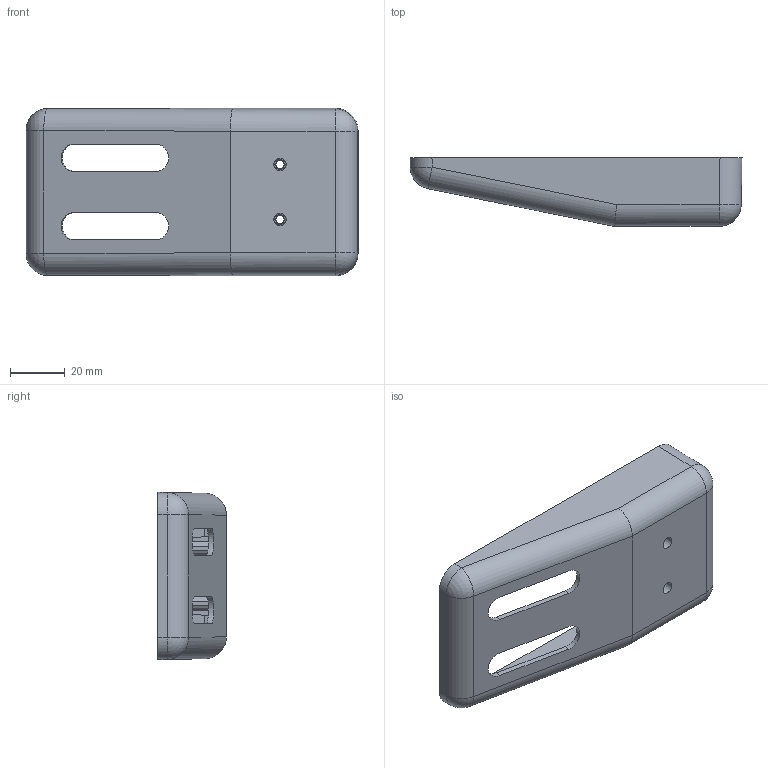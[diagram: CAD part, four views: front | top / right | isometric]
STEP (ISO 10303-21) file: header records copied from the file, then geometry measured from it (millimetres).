
FILE_DESCRIPTION (( 'STEP AP214' ), '1' );
FILE_NAME ('plastic enclosue.STEP', '2026-02-02T05:37:13', ( '' ), ( '' ), 'SwSTEP 2.0', 'SolidWorks 2023', '' );
FILE_SCHEMA (( 'AUTOMOTIVE_DESIGN' ));
Length unit declared in the file: millimetre
Products named in the file (1): plastic enclosue
Bounding box: 120.87 x 25 x 60.87 mm (x, y, z)
Volume: 23520.3 mm3; surface area: 25347.1 mm2
Topology: 1 solids, 1 shells, 113 faces, 288 edges, 184 vertices
Faces by surface type: plane 63, cylinder 30, cone 12, sphere 8
Entity records: 3449 total; most frequent: CARTESIAN_POINT 676, ORIENTED_EDGE 576, DIRECTION 570, EDGE_CURVE 288, AXIS2_PLACEMENT_3D 198, VERTEX_POINT 184, VECTOR 174, LINE 174
